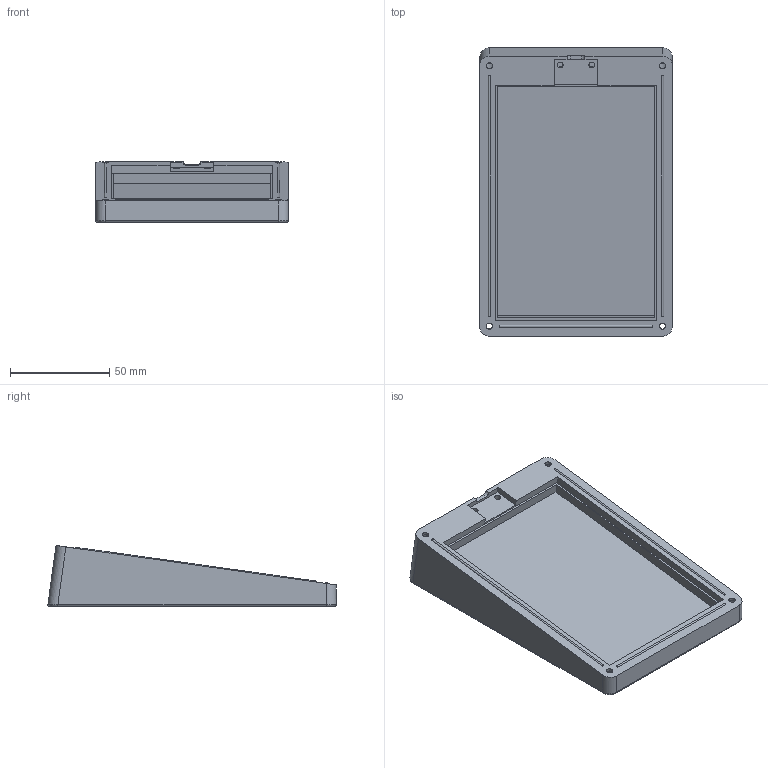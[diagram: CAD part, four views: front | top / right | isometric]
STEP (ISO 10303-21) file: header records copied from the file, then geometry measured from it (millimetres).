
FILE_DESCRIPTION(/* description */ ('','CAx-IF Rec.Pracs.---Representation and Presentation of Product Manufacturing Information (PMI)---4.0---2014-10-13'),/* implementation_level */ '2;1');
FILE_NAME(/* name */ 'bottom-v2.2.step',/* time_stamp */ '2025-01-29T12:36:48+01:00',/* author */ (''),/* organization */ (''),/* preprocessor_version */ 'ST-DEVELOPER v20',/* originating_system */ 'Autodesk Translation Framework v13.20.0.188',/* authorisation */ '');
FILE_SCHEMA (('AP242_MANAGED_MODEL_BASED_3D_ENGINEERING_MIM_LF { 1 0 10303 442 1 1 4 }'));
Length unit declared in the file: millimetre
Products named in the file (1): basicnumpad
Bounding box: 97.25 x 145.28 x 30.73 mm (x, y, z)
Volume: 202991.8 mm3; surface area: 42995.7 mm2
Topology: 1 solids, 1 shells, 60 faces, 136 edges, 88 vertices
Faces by surface type: plane 33, cylinder 23, bspline 2, torus 2
Full cylindrical faces by diameter (mm): 3 x2, 3.2 x4, 6 x4
Entity records: 1806 total; most frequent: CARTESIAN_POINT 355, DIRECTION 304, ORIENTED_EDGE 272, EDGE_CURVE 136, AXIS2_PLACEMENT_3D 109, VERTEX_POINT 88, LINE 86, VECTOR 86
